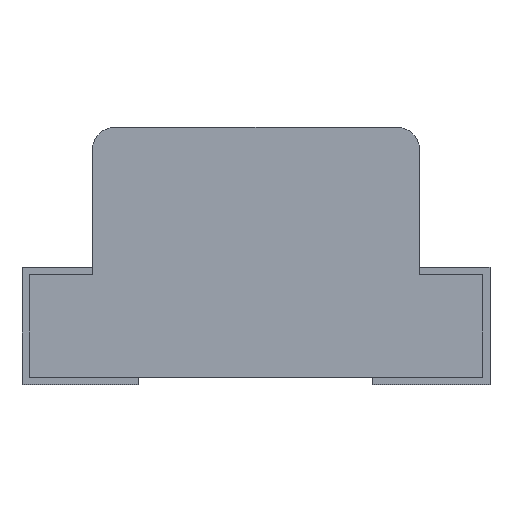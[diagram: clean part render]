
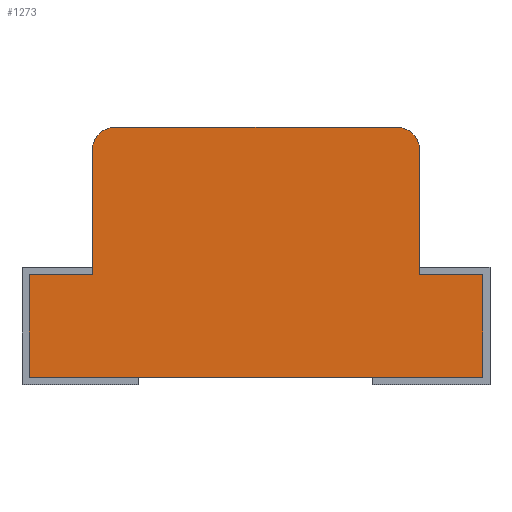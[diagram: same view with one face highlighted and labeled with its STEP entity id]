
A CAD part, top view. The second image highlights one B-rep face of the part: STEP entity #1273.
In plain terms, the highlighted planar face has unit normal (0, 0, 1).
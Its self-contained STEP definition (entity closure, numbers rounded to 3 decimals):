
#6 = EDGE_CURVE ( 'NONE', #1451, #1922, #677, .T. ) ;
#58 = DIRECTION ( 'NONE',  ( -1., 0., 0. ) ) ;
#128 = ORIENTED_EDGE ( 'NONE', *, *, #768, .T. ) ;
#171 = ORIENTED_EDGE ( 'NONE', *, *, #1644, .T. ) ;
#176 = DIRECTION ( 'NONE',  ( 0., 0., 1. ) ) ;
#182 = CARTESIAN_POINT ( 'NONE',  ( -0.6, 1., 0.625 ) ) ;
#234 = EDGE_CURVE ( 'NONE', #1922, #1699, #757, .T. ) ;
#260 = CARTESIAN_POINT ( 'NONE',  ( -0.97, 0.47, 0.625 ) ) ;
#302 = EDGE_CURVE ( 'NONE', #1699, #1381, #1097, .T. ) ;
#307 = CARTESIAN_POINT ( 'NONE',  ( 0.97, 0.03, 0.625 ) ) ;
#313 = CIRCLE ( 'NONE', #818, 0.1 ) ;
#318 = AXIS2_PLACEMENT_3D ( 'NONE', #405, #1450, #545 ) ;
#329 = VECTOR ( 'NONE', #1472, 1000. ) ;
#334 = LINE ( 'NONE', #1362, #1129 ) ;
#347 = CARTESIAN_POINT ( 'NONE',  ( -0.7, 1., 0.625 ) ) ;
#364 = ORIENTED_EDGE ( 'NONE', *, *, #1204, .T. ) ;
#378 = VERTEX_POINT ( 'NONE', #595 ) ;
#383 = CARTESIAN_POINT ( 'NONE',  ( -0.6, 1.1, 0.625 ) ) ;
#405 = CARTESIAN_POINT ( 'NONE',  ( 0.6, 1., 0.625 ) ) ;
#417 = DIRECTION ( 'NONE',  ( 0., 0., 1. ) ) ;
#438 = VECTOR ( 'NONE', #966, 1000. ) ;
#446 = VERTEX_POINT ( 'NONE', #1464 ) ;
#447 = EDGE_CURVE ( 'NONE', #1331, #378, #936, .T. ) ;
#466 = DIRECTION ( 'NONE',  ( 1., 0., 0. ) ) ;
#475 = VECTOR ( 'NONE', #1274, 1000. ) ;
#502 = VERTEX_POINT ( 'NONE', #1486 ) ;
#545 = DIRECTION ( 'NONE',  ( 1., 0., 0. ) ) ;
#582 = ORIENTED_EDGE ( 'NONE', *, *, #1306, .T. ) ;
#595 = CARTESIAN_POINT ( 'NONE',  ( -0.97, 0.03, 0.625 ) ) ;
#637 = EDGE_LOOP ( 'NONE', ( #758, #582, #1678, #128, #171, #364, #1315, #1065, #1703, #1113 ) ) ;
#677 = LINE ( 'NONE', #1454, #1180 ) ;
#715 = CIRCLE ( 'NONE', #1021, 0.1 ) ;
#757 = LINE ( 'NONE', #1824, #773 ) ;
#758 = ORIENTED_EDGE ( 'NONE', *, *, #302, .T. ) ;
#768 = EDGE_CURVE ( 'NONE', #1216, #1501, #715, .T. ) ;
#773 = VECTOR ( 'NONE', #1819, 1000. ) ;
#818 = AXIS2_PLACEMENT_3D ( 'NONE', #1309, #417, #1467 ) ;
#873 = CARTESIAN_POINT ( 'NONE',  ( 0.7, 1., 0.625 ) ) ;
#936 = LINE ( 'NONE', #1637, #329 ) ;
#947 = CARTESIAN_POINT ( 'NONE',  ( 0.97, 0.47, 0.625 ) ) ;
#966 = DIRECTION ( 'NONE',  ( -1., 0., 0. ) ) ;
#1021 = AXIS2_PLACEMENT_3D ( 'NONE', #182, #176, #58 ) ;
#1065 = ORIENTED_EDGE ( 'NONE', *, *, #1447, .T. ) ;
#1097 = LINE ( 'NONE', #1197, #1603 ) ;
#1113 = ORIENTED_EDGE ( 'NONE', *, *, #234, .T. ) ;
#1123 = CARTESIAN_POINT ( 'NONE',  ( 0.6, 0.47, 0.625 ) ) ;
#1129 = VECTOR ( 'NONE', #466, 1000. ) ;
#1167 = EDGE_CURVE ( 'NONE', #502, #1216, #1230, .T. ) ;
#1180 = VECTOR ( 'NONE', #1573, 1000. ) ;
#1185 = VECTOR ( 'NONE', #1429, 1000. ) ;
#1197 = CARTESIAN_POINT ( 'NONE',  ( 0.7, 1., 0.625 ) ) ;
#1204 = EDGE_CURVE ( 'NONE', #446, #1331, #1578, .T. ) ;
#1216 = VERTEX_POINT ( 'NONE', #383 ) ;
#1230 = LINE ( 'NONE', #1811, #438 ) ;
#1273 = ADVANCED_FACE ( 'NONE', ( #1390 ), #1747, .T. ) ;
#1274 = DIRECTION ( 'NONE',  ( 0., -1., 0. ) ) ;
#1306 = EDGE_CURVE ( 'NONE', #1381, #502, #313, .T. ) ;
#1309 = CARTESIAN_POINT ( 'NONE',  ( 0.6, 1., 0.625 ) ) ;
#1315 = ORIENTED_EDGE ( 'NONE', *, *, #447, .T. ) ;
#1331 = VERTEX_POINT ( 'NONE', #260 ) ;
#1333 = DIRECTION ( 'NONE',  ( 0., 1., 0. ) ) ;
#1362 = CARTESIAN_POINT ( 'NONE',  ( 0.97, 0.03, 0.625 ) ) ;
#1381 = VERTEX_POINT ( 'NONE', #873 ) ;
#1390 = FACE_OUTER_BOUND ( 'NONE', #637, .T. ) ;
#1428 = CARTESIAN_POINT ( 'NONE',  ( -0.7, 1., 0.625 ) ) ;
#1429 = DIRECTION ( 'NONE',  ( -1., 0., 0. ) ) ;
#1438 = CARTESIAN_POINT ( 'NONE',  ( 0.7, 0.47, 0.625 ) ) ;
#1447 = EDGE_CURVE ( 'NONE', #378, #1451, #334, .T. ) ;
#1450 = DIRECTION ( 'NONE',  ( 0., 0., 1. ) ) ;
#1451 = VERTEX_POINT ( 'NONE', #307 ) ;
#1454 = CARTESIAN_POINT ( 'NONE',  ( 0.97, 0.03, 0.625 ) ) ;
#1464 = CARTESIAN_POINT ( 'NONE',  ( -0.7, 0.47, 0.625 ) ) ;
#1467 = DIRECTION ( 'NONE',  ( -1., 0., 0. ) ) ;
#1472 = DIRECTION ( 'NONE',  ( 0., -1., 0. ) ) ;
#1486 = CARTESIAN_POINT ( 'NONE',  ( 0.6, 1.1, 0.625 ) ) ;
#1501 = VERTEX_POINT ( 'NONE', #347 ) ;
#1573 = DIRECTION ( 'NONE',  ( 0., 1., 0. ) ) ;
#1578 = LINE ( 'NONE', #1123, #1185 ) ;
#1603 = VECTOR ( 'NONE', #1333, 1000. ) ;
#1637 = CARTESIAN_POINT ( 'NONE',  ( -0.97, 1., 0.625 ) ) ;
#1644 = EDGE_CURVE ( 'NONE', #1501, #446, #1670, .T. ) ;
#1670 = LINE ( 'NONE', #1428, #475 ) ;
#1678 = ORIENTED_EDGE ( 'NONE', *, *, #1167, .T. ) ;
#1699 = VERTEX_POINT ( 'NONE', #1438 ) ;
#1703 = ORIENTED_EDGE ( 'NONE', *, *, #6, .T. ) ;
#1747 = PLANE ( 'NONE',  #318 ) ;
#1811 = CARTESIAN_POINT ( 'NONE',  ( 0.6, 1.1, 0.625 ) ) ;
#1819 = DIRECTION ( 'NONE',  ( -1., 0., 0. ) ) ;
#1824 = CARTESIAN_POINT ( 'NONE',  ( 0.6, 0.47, 0.625 ) ) ;
#1922 = VERTEX_POINT ( 'NONE', #947 ) ;
